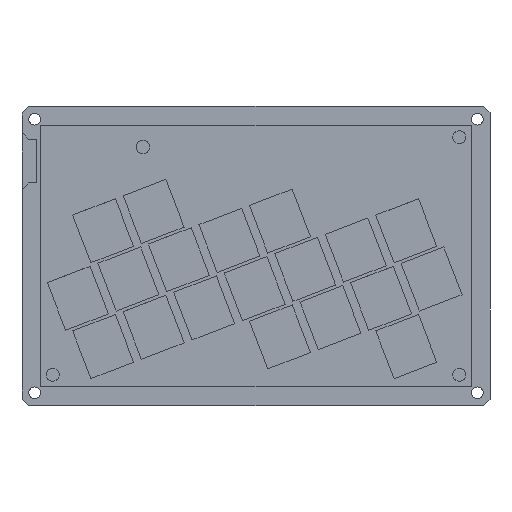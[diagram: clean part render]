
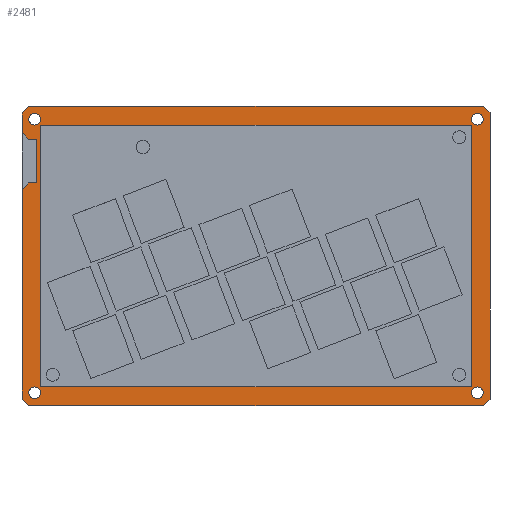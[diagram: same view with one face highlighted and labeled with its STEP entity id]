
A CAD part, top view. The second image highlights one B-rep face of the part: STEP entity #2481.
In plain terms, the highlighted planar face has unit normal (0, 0, 1).
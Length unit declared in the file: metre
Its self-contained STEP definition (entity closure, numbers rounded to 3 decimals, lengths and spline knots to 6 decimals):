
#12=CIRCLE('',#2634,0.0018);
#14=CIRCLE('',#2637,0.0018);
#16=CIRCLE('',#2640,0.0018);
#18=CIRCLE('',#2643,0.0018);
#144=ORIENTED_EDGE('',*,*,#836,.F.);
#145=ORIENTED_EDGE('',*,*,#837,.T.);
#146=ORIENTED_EDGE('',*,*,#838,.T.);
#147=ORIENTED_EDGE('',*,*,#839,.T.);
#148=ORIENTED_EDGE('',*,*,#840,.F.);
#149=ORIENTED_EDGE('',*,*,#841,.T.);
#150=ORIENTED_EDGE('',*,*,#842,.F.);
#151=ORIENTED_EDGE('',*,*,#843,.T.);
#152=ORIENTED_EDGE('',*,*,#844,.F.);
#153=ORIENTED_EDGE('',*,*,#845,.T.);
#154=ORIENTED_EDGE('',*,*,#733,.T.);
#155=ORIENTED_EDGE('',*,*,#846,.T.);
#156=ORIENTED_EDGE('',*,*,#741,.T.);
#157=ORIENTED_EDGE('',*,*,#847,.T.);
#158=ORIENTED_EDGE('',*,*,#750,.F.);
#159=ORIENTED_EDGE('',*,*,#748,.F.);
#160=ORIENTED_EDGE('',*,*,#746,.F.);
#161=ORIENTED_EDGE('',*,*,#744,.F.);
#162=ORIENTED_EDGE('',*,*,#848,.T.);
#163=ORIENTED_EDGE('',*,*,#849,.T.);
#164=ORIENTED_EDGE('',*,*,#850,.F.);
#165=ORIENTED_EDGE('',*,*,#851,.F.);
#733=EDGE_CURVE('',#1080,#1079,#1315,.T.);
#741=EDGE_CURVE('',#1088,#1087,#1323,.T.);
#744=EDGE_CURVE('',#1090,#1090,#12,.T.);
#746=EDGE_CURVE('',#1092,#1092,#14,.T.);
#748=EDGE_CURVE('',#1094,#1094,#16,.T.);
#750=EDGE_CURVE('',#1096,#1096,#18,.T.);
#836=EDGE_CURVE('',#1182,#1183,#1406,.T.);
#837=EDGE_CURVE('',#1182,#1184,#1407,.T.);
#838=EDGE_CURVE('',#1184,#1185,#1408,.T.);
#839=EDGE_CURVE('',#1185,#1186,#1409,.T.);
#840=EDGE_CURVE('',#1187,#1186,#1410,.T.);
#841=EDGE_CURVE('',#1187,#1188,#1411,.F.);
#842=EDGE_CURVE('',#1189,#1188,#1412,.T.);
#843=EDGE_CURVE('',#1189,#1190,#1413,.F.);
#844=EDGE_CURVE('',#1191,#1190,#1414,.T.);
#845=EDGE_CURVE('',#1191,#1080,#1415,.T.);
#846=EDGE_CURVE('',#1079,#1088,#1416,.F.);
#847=EDGE_CURVE('',#1087,#1183,#1417,.T.);
#848=EDGE_CURVE('',#1192,#1193,#1418,.T.);
#849=EDGE_CURVE('',#1193,#1194,#1419,.T.);
#850=EDGE_CURVE('',#1195,#1194,#1420,.T.);
#851=EDGE_CURVE('',#1192,#1195,#1421,.T.);
#1079=VERTEX_POINT('',#3455);
#1080=VERTEX_POINT('',#3457);
#1087=VERTEX_POINT('',#3472);
#1088=VERTEX_POINT('',#3474);
#1090=VERTEX_POINT('',#3480);
#1092=VERTEX_POINT('',#3485);
#1094=VERTEX_POINT('',#3490);
#1096=VERTEX_POINT('',#3495);
#1182=VERTEX_POINT('',#3669);
#1183=VERTEX_POINT('',#3670);
#1184=VERTEX_POINT('',#3672);
#1185=VERTEX_POINT('',#3674);
#1186=VERTEX_POINT('',#3676);
#1187=VERTEX_POINT('',#3678);
#1188=VERTEX_POINT('',#3680);
#1189=VERTEX_POINT('',#3682);
#1190=VERTEX_POINT('',#3684);
#1191=VERTEX_POINT('',#3686);
#1192=VERTEX_POINT('',#3691);
#1193=VERTEX_POINT('',#3692);
#1194=VERTEX_POINT('',#3694);
#1195=VERTEX_POINT('',#3696);
#1315=LINE('',#3456,#1645);
#1323=LINE('',#3473,#1653);
#1406=LINE('',#3668,#1736);
#1407=LINE('',#3671,#1737);
#1408=LINE('',#3673,#1738);
#1409=LINE('',#3675,#1739);
#1410=LINE('',#3677,#1740);
#1411=LINE('',#3679,#1741);
#1412=LINE('',#3681,#1742);
#1413=LINE('',#3683,#1743);
#1414=LINE('',#3685,#1744);
#1415=LINE('',#3687,#1745);
#1416=LINE('',#3688,#1746);
#1417=LINE('',#3689,#1747);
#1418=LINE('',#3690,#1748);
#1419=LINE('',#3693,#1749);
#1420=LINE('',#3695,#1750);
#1421=LINE('',#3697,#1751);
#1645=VECTOR('',#2800,1.);
#1653=VECTOR('',#2810,1.);
#1736=VECTOR('',#2929,1.);
#1737=VECTOR('',#2930,1.);
#1738=VECTOR('',#2931,1.);
#1739=VECTOR('',#2932,1.);
#1740=VECTOR('',#2933,1.);
#1741=VECTOR('',#2934,1.);
#1742=VECTOR('',#2935,1.);
#1743=VECTOR('',#2936,1.);
#1744=VECTOR('',#2937,1.);
#1745=VECTOR('',#2938,1.);
#1746=VECTOR('',#2939,1.);
#1747=VECTOR('',#2940,1.);
#1748=VECTOR('',#2941,1.);
#1749=VECTOR('',#2942,1.);
#1750=VECTOR('',#2943,1.);
#1751=VECTOR('',#2944,1.);
#2004=EDGE_LOOP('',(#144,#145,#146,#147,#148,#149,#150,#151,#152,#153,#154,
#155,#156,#157));
#2005=EDGE_LOOP('',(#158));
#2006=EDGE_LOOP('',(#159));
#2007=EDGE_LOOP('',(#160));
#2008=EDGE_LOOP('',(#161));
#2009=EDGE_LOOP('',(#162,#163,#164,#165));
#2188=FACE_BOUND('',#2004,.T.);
#2189=FACE_BOUND('',#2005,.T.);
#2190=FACE_BOUND('',#2006,.T.);
#2191=FACE_BOUND('',#2007,.T.);
#2192=FACE_BOUND('',#2008,.T.);
#2193=FACE_BOUND('',#2009,.T.);
#2341=PLANE('',#2650);
#2481=ADVANCED_FACE('',(#2188,#2189,#2190,#2191,#2192,#2193),#2341,.T.);
#2634=AXIS2_PLACEMENT_3D('',#3479,#2815,#2816);
#2637=AXIS2_PLACEMENT_3D('',#3484,#2821,#2822);
#2640=AXIS2_PLACEMENT_3D('',#3489,#2827,#2828);
#2643=AXIS2_PLACEMENT_3D('',#3494,#2833,#2834);
#2650=AXIS2_PLACEMENT_3D('',#3667,#2927,#2928);
#2800=DIRECTION('',(0.,1.,0.));
#2810=DIRECTION('',(-1.,0.,0.));
#2815=DIRECTION('',(0.,0.,1.));
#2816=DIRECTION('',(1.,0.,0.));
#2821=DIRECTION('',(0.,0.,1.));
#2822=DIRECTION('',(1.,0.,0.));
#2827=DIRECTION('',(0.,0.,1.));
#2828=DIRECTION('',(1.,0.,0.));
#2833=DIRECTION('',(0.,0.,1.));
#2834=DIRECTION('',(1.,0.,0.));
#2927=DIRECTION('',(0.,0.,1.));
#2928=DIRECTION('',(1.,0.,0.));
#2929=DIRECTION('',(0.,1.,0.));
#2930=DIRECTION('',(0.707,-0.707,0.));
#2931=DIRECTION('',(1.,0.,0.));
#2932=DIRECTION('',(0.,-1.,0.));
#2933=DIRECTION('',(1.,0.,0.));
#2934=DIRECTION('',(0.707,0.707,0.));
#2935=DIRECTION('',(0.,1.,0.));
#2936=DIRECTION('',(-0.707,0.707,0.));
#2937=DIRECTION('',(-1.,0.,0.));
#2938=DIRECTION('',(0.707,0.707,0.));
#2939=DIRECTION('',(0.707,-0.707,0.));
#2940=DIRECTION('',(-0.707,-0.707,0.));
#2941=DIRECTION('',(-1.,0.,0.));
#2942=DIRECTION('',(0.,1.,0.));
#2943=DIRECTION('',(-1.,0.,0.));
#2944=DIRECTION('',(0.,1.,0.));
#3455=CARTESIAN_POINT('',(0.07138,0.04363,0.));
#3456=CARTESIAN_POINT('',(0.07138,0.,0.));
#3457=CARTESIAN_POINT('',(0.07138,-0.04363,0.));
#3472=CARTESIAN_POINT('',(-0.06938,0.04563,0.));
#3473=CARTESIAN_POINT('',(0.,0.04563,0.));
#3474=CARTESIAN_POINT('',(0.06938,0.04563,0.));
#3479=CARTESIAN_POINT('',(-0.0675,0.04175,0.));
#3480=CARTESIAN_POINT('',(-0.0657,0.04175,0.));
#3484=CARTESIAN_POINT('',(-0.0675,-0.04175,0.));
#3485=CARTESIAN_POINT('',(-0.0657,-0.04175,0.));
#3489=CARTESIAN_POINT('',(0.0675,-0.04175,0.));
#3490=CARTESIAN_POINT('',(0.0693,-0.04175,0.));
#3494=CARTESIAN_POINT('',(0.0675,0.04175,0.));
#3495=CARTESIAN_POINT('',(0.0693,0.04175,0.));
#3667=CARTESIAN_POINT('',(0.,0.,0.));
#3668=CARTESIAN_POINT('',(-0.07138,0.,0.));
#3669=CARTESIAN_POINT('',(-0.07138,0.037606,0.));
#3670=CARTESIAN_POINT('',(-0.07138,0.04363,0.));
#3671=CARTESIAN_POINT('',(-0.016887,-0.016887,0.));
#3672=CARTESIAN_POINT('',(-0.06938,0.035606,0.));
#3673=CARTESIAN_POINT('',(0.,0.035606,0.));
#3674=CARTESIAN_POINT('',(-0.066857,0.035606,0.));
#3675=CARTESIAN_POINT('',(-0.066857,0.,0.));
#3676=CARTESIAN_POINT('',(-0.066857,0.022266,0.));
#3677=CARTESIAN_POINT('',(0.,0.022266,0.));
#3678=CARTESIAN_POINT('',(-0.06938,0.022266,0.));
#3679=CARTESIAN_POINT('',(-0.045823,0.045823,0.));
#3680=CARTESIAN_POINT('',(-0.07138,0.020266,0.));
#3681=CARTESIAN_POINT('',(-0.07138,0.,0.));
#3682=CARTESIAN_POINT('',(-0.07138,-0.04363,0.));
#3683=CARTESIAN_POINT('',(-0.057505,-0.057505,0.));
#3684=CARTESIAN_POINT('',(-0.06938,-0.04563,0.));
#3685=CARTESIAN_POINT('',(0.,-0.04563,0.));
#3686=CARTESIAN_POINT('',(0.06938,-0.04563,0.));
#3687=CARTESIAN_POINT('',(0.057505,-0.057505,0.));
#3688=CARTESIAN_POINT('',(0.057505,0.057505,0.));
#3689=CARTESIAN_POINT('',(-0.057505,0.057505,0.));
#3690=CARTESIAN_POINT('',(0.,-0.03995,0.));
#3691=CARTESIAN_POINT('',(0.0657,-0.03995,0.));
#3692=CARTESIAN_POINT('',(-0.0657,-0.03995,0.));
#3693=CARTESIAN_POINT('',(-0.0657,0.,0.));
#3694=CARTESIAN_POINT('',(-0.0657,0.03995,0.));
#3695=CARTESIAN_POINT('',(0.,0.03995,0.));
#3696=CARTESIAN_POINT('',(0.0657,0.03995,0.));
#3697=CARTESIAN_POINT('',(0.0657,0.,0.));
